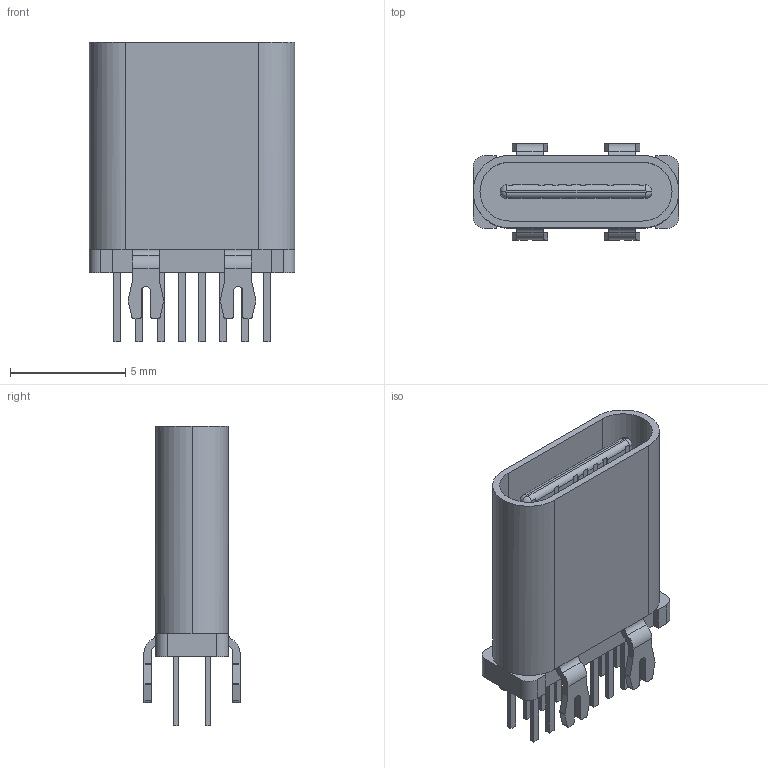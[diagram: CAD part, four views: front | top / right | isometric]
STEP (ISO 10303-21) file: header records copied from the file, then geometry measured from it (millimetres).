
FILE_DESCRIPTION (( 'STEP AP214' ), '1' );
FILE_NAME ('TYPE-C-TH_L8.9-W3.1-H10.0.step', '2022-07-29T08:51:42', ( '' ), ( '' ), 'SwSTEP 2.0', 'SolidWorks 2020', '' );
FILE_SCHEMA (( 'AUTOMOTIVE_DESIGN' ));
Length unit declared in the file: millimetre
Products named in the file (1): TYPE-C-TH_L8.9-W3.1-H10.0
Bounding box: 8.94 x 4.17 x 13 mm (x, y, z)
Volume: 182.1 mm3; surface area: 520.4 mm2
Topology: 1 solids, 1 shells, 522 faces, 1424 edges, 940 vertices
Faces by surface type: plane 335, bspline 98, cylinder 85, torus 4
Entity records: 22680 total; most frequent: CARTESIAN_POINT 4193, ORIENTED_EDGE 2848, DIRECTION 2284, EDGE_CURVE 1424, LINE 1014, VECTOR 1014, VERTEX_POINT 940, AXIS2_PLACEMENT_3D 635
